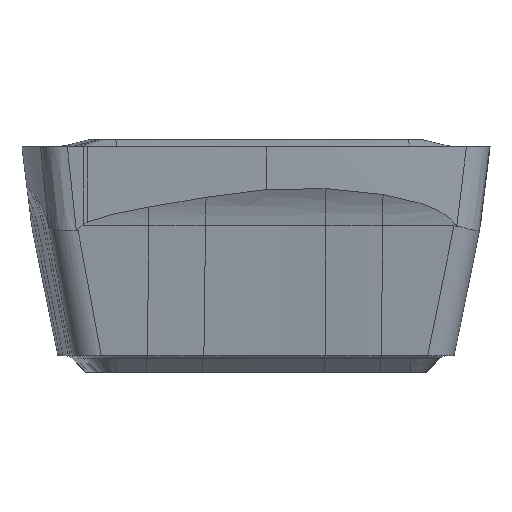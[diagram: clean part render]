
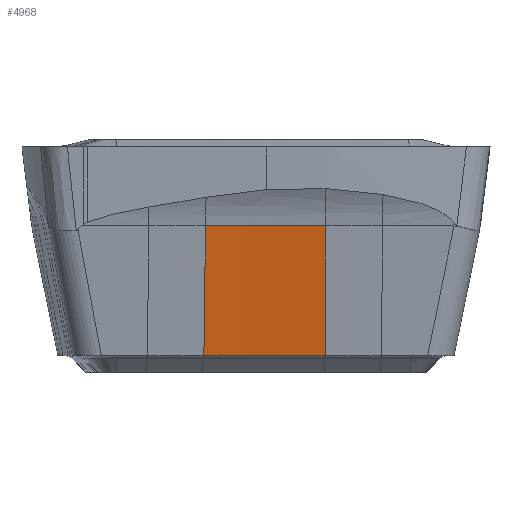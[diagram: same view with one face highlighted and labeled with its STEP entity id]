
A CAD part, front view. The second image highlights one B-rep face of the part: STEP entity #4968.
In plain terms, the highlighted conical face has half-angle 11 degrees and reference radius 55.604 mm.
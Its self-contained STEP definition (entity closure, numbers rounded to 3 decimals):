
#883=CARTESIAN_POINT('',(2.628,-59.137,-3.7));
#884=DIRECTION('',(0.,0.,-1.));
#885=DIRECTION('',(-0.064,0.998,0.));
#886=AXIS2_PLACEMENT_3D('',#883,#884,#885);
#1341=DIRECTION('',(0.005,-0.191,0.982));
#1342=VECTOR('',#1341,2.343);
#1343=CARTESIAN_POINT('',(1.224,-3.328,
-3.7));
#1344=LINE('',#1343,#1342);
#1355=DIRECTION('',(0.012,-0.19,0.982));
#1356=VECTOR('',#1355,2.343);
#1357=CARTESIAN_POINT('',(-0.924,-3.423,-3.7));
#1358=LINE('',#1357,#1356);
#1460=CARTESIAN_POINT('',(2.628,-59.137,
-1.4));
#1461=DIRECTION('',(0.,0.,1.));
#1462=DIRECTION('',(-0.025,1.,0.));
#1463=AXIS2_PLACEMENT_3D('',#1460,#1461,#1462);
#3793=CARTESIAN_POINT('',(-0.924,-3.423,-3.7));
#3794=VERTEX_POINT('',#3793);
#3795=CARTESIAN_POINT('',(1.224,-3.328,-3.7));
#3796=VERTEX_POINT('',#3795);
#3891=CARTESIAN_POINT('',(1.235,-3.775,
-1.4));
#3892=VERTEX_POINT('',#3891);
#3893=CARTESIAN_POINT('',(-0.896,-3.869,
-1.4));
#3894=VERTEX_POINT('',#3893);
#4955=CARTESIAN_POINT('',(2.628,-59.137,
-2.55));
#4956=DIRECTION('',(0.,0.,-1.));
#4957=DIRECTION('',(-0.025,1.,0.));
#4958=AXIS2_PLACEMENT_3D('',#4955,#4956,#4957);
#4959=CONICAL_SURFACE('',#4958,55.604,11.);
#4960=ORIENTED_EDGE('',*,*,#4671,.F.);
#4962=ORIENTED_EDGE('',*,*,#4961,.T.);
#4964=ORIENTED_EDGE('',*,*,#4963,.F.);
#4965=ORIENTED_EDGE('',*,*,#4947,.F.);
#4966=EDGE_LOOP('',(#4960,#4962,#4964,#4965));
#4967=FACE_OUTER_BOUND('',#4966,.F.);
#887=CIRCLE('',#886,55.827);
#1464=CIRCLE('',#1463,55.38);
#4671=EDGE_CURVE('',#3794,#3796,#887,.T.);
#4947=EDGE_CURVE('',#3796,#3892,#1344,.T.);
#4961=EDGE_CURVE('',#3794,#3894,#1358,.T.);
#4963=EDGE_CURVE('',#3892,#3894,#1464,.T.);
#4968=ADVANCED_FACE('',(#4967),#4959,.F.);
